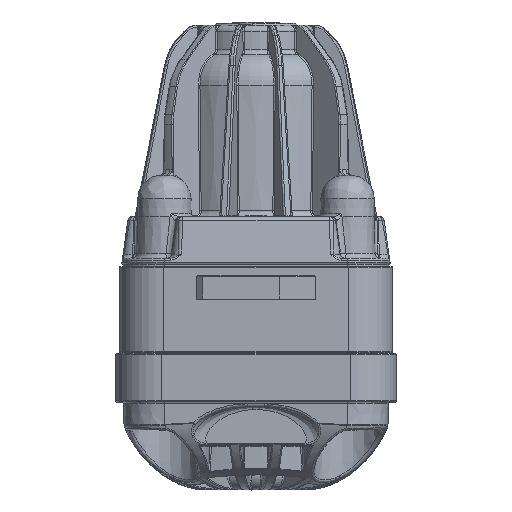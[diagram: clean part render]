
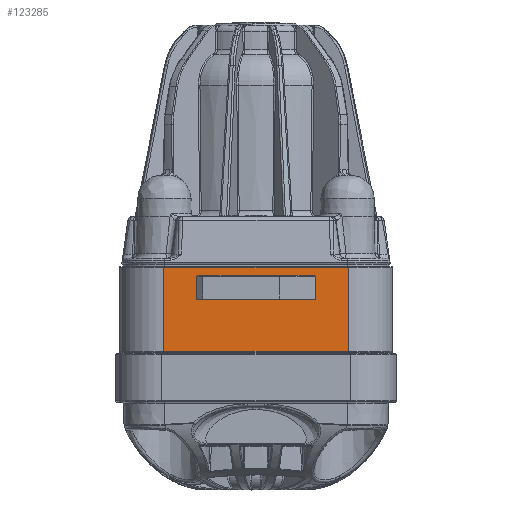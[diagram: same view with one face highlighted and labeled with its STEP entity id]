
A CAD part, top view. The second image highlights one B-rep face of the part: STEP entity #123285.
In plain terms, the highlighted planar face has unit normal (0, 0, 1).
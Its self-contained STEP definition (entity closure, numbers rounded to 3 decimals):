
#33604=DIRECTION('',(1.,0.,0.));
#33605=VECTOR('',#33604,31.1);
#33606=CARTESIAN_POINT('',(-15.55,-13.266,23.));
#33607=LINE('',#33606,#33605);
#33611=DIRECTION('',(1.,0.,0.));
#33612=VECTOR('',#33611,31.1);
#33613=CARTESIAN_POINT('',(-15.55,0.9,23.));
#33614=LINE('',#33613,#33612);
#33618=DIRECTION('',(0.,-1.,0.));
#33619=VECTOR('',#33618,14.166);
#33620=CARTESIAN_POINT('',(15.55,0.9,23.));
#33621=LINE('',#33620,#33619);
#33625=DIRECTION('',(-1.,0.,0.));
#33626=VECTOR('',#33625,18.268);
#33627=CARTESIAN_POINT('',(9.134,-0.505,23.));
#33628=LINE('',#33627,#33626);
#33632=CARTESIAN_POINT('',(-9.134,-0.505,23.));
#33633=CARTESIAN_POINT('',(-9.34,-0.505,23.));
#33634=CARTESIAN_POINT('',(-9.533,-0.553,23.));
#33635=CARTESIAN_POINT('',(-9.711,-0.655,23.));
#33640=DIRECTION('',(0.,1.,0.));
#33641=VECTOR('',#33640,3.85);
#33642=CARTESIAN_POINT('',(-9.711,-4.505,23.));
#33643=LINE('',#33642,#33641);
#33647=DIRECTION('',(-1.,0.,0.));
#33648=VECTOR('',#33647,19.423);
#33649=CARTESIAN_POINT('',(9.711,-4.505,23.));
#33650=LINE('',#33649,#33648);
#33654=DIRECTION('',(0.,1.,0.));
#33655=VECTOR('',#33654,3.85);
#33656=CARTESIAN_POINT('',(9.711,-4.505,23.));
#33657=LINE('',#33656,#33655);
#33661=CARTESIAN_POINT('',(9.134,-0.505,23.));
#33662=CARTESIAN_POINT('',(9.34,-0.505,23.));
#33663=CARTESIAN_POINT('',(9.533,-0.553,23.));
#33664=CARTESIAN_POINT('',(9.711,-0.655,23.));
#33685=DIRECTION('',(0.,-1.,0.));
#33686=VECTOR('',#33685,14.166);
#33687=CARTESIAN_POINT('',(-15.55,0.9,23.));
#33688=LINE('',#33687,#33686);
#74085=CARTESIAN_POINT('',(15.55,0.9,23.));
#74086=VERTEX_POINT('',#74085);
#74089=CARTESIAN_POINT('',(-15.55,0.9,23.));
#74090=VERTEX_POINT('',#74089);
#74099=CARTESIAN_POINT('',(15.55,-13.266,23.));
#74101=VERTEX_POINT('',#74099);
#74127=CARTESIAN_POINT('',(-15.55,-13.266,23.));
#74128=VERTEX_POINT('',#74127);
#74213=CARTESIAN_POINT('',(9.134,-0.505,23.));
#74214=CARTESIAN_POINT('',(-9.134,-0.505,23.));
#74215=VERTEX_POINT('',#74213);
#74216=VERTEX_POINT('',#74214);
#74217=CARTESIAN_POINT('',(9.711,-4.505,23.));
#74218=CARTESIAN_POINT('',(-9.711,-4.505,23.));
#74219=VERTEX_POINT('',#74217);
#74220=VERTEX_POINT('',#74218);
#74221=VERTEX_POINT('',#33635);
#74222=CARTESIAN_POINT('',(9.711,-0.655,23.));
#74223=VERTEX_POINT('',#74222);
#123257=CARTESIAN_POINT('',(-15.55,1.,23.));
#123258=DIRECTION('',(0.,0.,1.));
#123259=DIRECTION('',(1.,0.,0.));
#123260=AXIS2_PLACEMENT_3D('',#123257,#123258,#123259);
#123261=PLANE('',#123260);
#123262=ORIENTED_EDGE('',*,*,#123240,.F.);
#123264=ORIENTED_EDGE('',*,*,#123263,.F.);
#123266=ORIENTED_EDGE('',*,*,#123265,.T.);
#123268=ORIENTED_EDGE('',*,*,#123267,.T.);
#123269=EDGE_LOOP('',(#123262,#123264,#123266,#123268));
#123270=FACE_OUTER_BOUND('',#123269,.F.);
#123272=ORIENTED_EDGE('',*,*,#123271,.T.);
#123274=ORIENTED_EDGE('',*,*,#123273,.T.);
#123276=ORIENTED_EDGE('',*,*,#123275,.F.);
#123278=ORIENTED_EDGE('',*,*,#123277,.F.);
#123280=ORIENTED_EDGE('',*,*,#123279,.T.);
#123282=ORIENTED_EDGE('',*,*,#123281,.F.);
#123283=EDGE_LOOP('',(#123272,#123274,#123276,#123278,#123280,#123282));
#123284=FACE_BOUND('',#123283,.F.);
#33636=B_SPLINE_CURVE_WITH_KNOTS('',3,(#33632,#33633,#33634,#33635),
.UNSPECIFIED.,.F.,.F.,(4,4),(0.,1.),.UNSPECIFIED.);
#33665=B_SPLINE_CURVE_WITH_KNOTS('',3,(#33661,#33662,#33663,#33664),
.UNSPECIFIED.,.F.,.F.,(4,4),(0.,1.),.UNSPECIFIED.);
#123240=EDGE_CURVE('',#74128,#74101,#33607,.T.);
#123263=EDGE_CURVE('',#74090,#74128,#33688,.T.);
#123265=EDGE_CURVE('',#74090,#74086,#33614,.T.);
#123267=EDGE_CURVE('',#74086,#74101,#33621,.T.);
#123271=EDGE_CURVE('',#74215,#74216,#33628,.T.);
#123273=EDGE_CURVE('',#74216,#74221,#33636,.T.);
#123275=EDGE_CURVE('',#74220,#74221,#33643,.T.);
#123277=EDGE_CURVE('',#74219,#74220,#33650,.T.);
#123279=EDGE_CURVE('',#74219,#74223,#33657,.T.);
#123281=EDGE_CURVE('',#74215,#74223,#33665,.T.);
#123285=ADVANCED_FACE('',(#123270,#123284),#123261,.T.);
